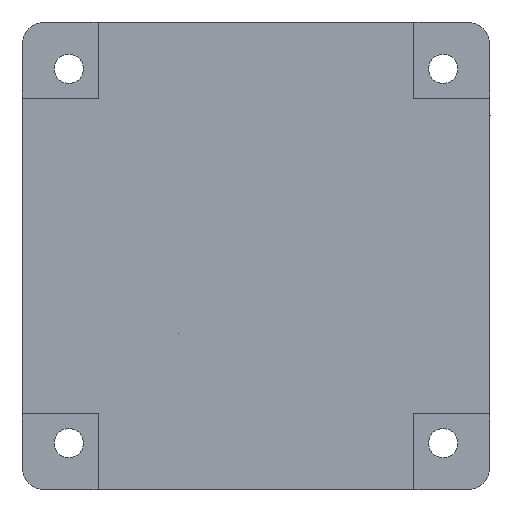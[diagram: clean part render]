
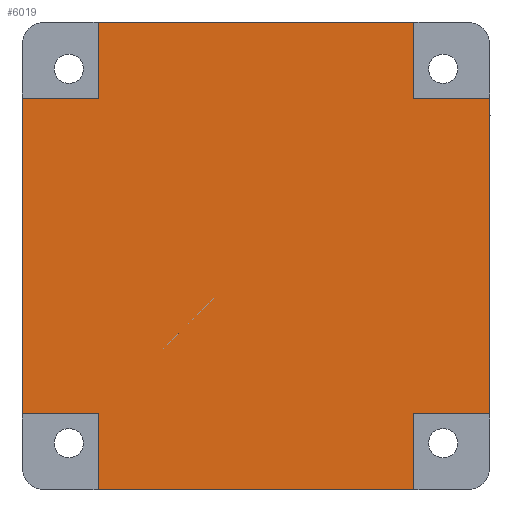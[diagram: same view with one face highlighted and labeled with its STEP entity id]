
A CAD part, front view. The second image highlights one B-rep face of the part: STEP entity #6019.
In plain terms, the highlighted planar face has unit normal (0, -1, 0).
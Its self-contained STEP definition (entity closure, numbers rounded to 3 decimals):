
#22 = ORIENTED_EDGE ( 'NONE', *, *, #1428, .F. ) ;
#36 = LINE ( 'NONE', #643, #5627 ) ;
#69 = PLANE ( 'NONE',  #6417 ) ;
#115 = DIRECTION ( 'NONE',  ( 1., 0., 0. ) ) ;
#136 = CARTESIAN_POINT ( 'NONE',  ( 0., 0., -13.5 ) ) ;
#161 = CARTESIAN_POINT ( 'NONE',  ( -20., 0., 20. ) ) ;
#185 = VECTOR ( 'NONE', #882, 1000. ) ;
#220 = ORIENTED_EDGE ( 'NONE', *, *, #7229, .F. ) ;
#241 = VERTEX_POINT ( 'NONE', #433 ) ;
#310 = CARTESIAN_POINT ( 'NONE',  ( -13.5, 0., 20. ) ) ;
#416 = VERTEX_POINT ( 'NONE', #5481 ) ;
#433 = CARTESIAN_POINT ( 'NONE',  ( 20., 0., 13.5 ) ) ;
#571 = EDGE_LOOP ( 'NONE', ( #6543, #6076, #5004, #2911, #1271, #5456, #3295, #1792, #2579, #22, #220, #5828 ) ) ;
#581 = LINE ( 'NONE', #3073, #4286 ) ;
#643 = CARTESIAN_POINT ( 'NONE',  ( -20., 0., -20. ) ) ;
#756 = VERTEX_POINT ( 'NONE', #310 ) ;
#852 = EDGE_CURVE ( 'NONE', #6226, #416, #581, .T. ) ;
#875 = LINE ( 'NONE', #136, #1723 ) ;
#882 = DIRECTION ( 'NONE',  ( 1., 0., 0. ) ) ;
#1260 = LINE ( 'NONE', #161, #3833 ) ;
#1271 = ORIENTED_EDGE ( 'NONE', *, *, #3144, .F. ) ;
#1283 = VERTEX_POINT ( 'NONE', #3149 ) ;
#1291 = FACE_OUTER_BOUND ( 'NONE', #571, .T. ) ;
#1428 = EDGE_CURVE ( 'NONE', #7724, #7693, #3320, .T. ) ;
#1578 = CARTESIAN_POINT ( 'NONE',  ( 13.5, 0., -13.5 ) ) ;
#1704 = VERTEX_POINT ( 'NONE', #8054 ) ;
#1723 = VECTOR ( 'NONE', #2675, 1000. ) ;
#1771 = DIRECTION ( 'NONE',  ( 0., 0., -1. ) ) ;
#1792 = ORIENTED_EDGE ( 'NONE', *, *, #7759, .F. ) ;
#1854 = LINE ( 'NONE', #3694, #2414 ) ;
#2068 = LINE ( 'NONE', #6472, #185 ) ;
#2077 = CARTESIAN_POINT ( 'NONE',  ( 0., 0., -13.5 ) ) ;
#2223 = CARTESIAN_POINT ( 'NONE',  ( -20., 0., 13.5 ) ) ;
#2233 = LINE ( 'NONE', #7927, #2643 ) ;
#2240 = DIRECTION ( 'NONE',  ( 1., 0., 0. ) ) ;
#2397 = EDGE_CURVE ( 'NONE', #4894, #1283, #4788, .T. ) ;
#2414 = VECTOR ( 'NONE', #5033, 1000. ) ;
#2484 = CARTESIAN_POINT ( 'NONE',  ( 0., 0., 0. ) ) ;
#2579 = ORIENTED_EDGE ( 'NONE', *, *, #6340, .T. ) ;
#2643 = VECTOR ( 'NONE', #6711, 1000. ) ;
#2651 = DIRECTION ( 'NONE',  ( -1., 0., 0. ) ) ;
#2675 = DIRECTION ( 'NONE',  ( 1., 0., 0. ) ) ;
#2814 = CARTESIAN_POINT ( 'NONE',  ( -13.5, 0., -13.5 ) ) ;
#2820 = CARTESIAN_POINT ( 'NONE',  ( 0., 0., 13.5 ) ) ;
#2871 = VECTOR ( 'NONE', #115, 1000. ) ;
#2911 = ORIENTED_EDGE ( 'NONE', *, *, #3302, .T. ) ;
#2981 = CARTESIAN_POINT ( 'NONE',  ( 13.5, 0., 13.5 ) ) ;
#3073 = CARTESIAN_POINT ( 'NONE',  ( -13.5, 0., 0. ) ) ;
#3143 = VECTOR ( 'NONE', #7265, 1000. ) ;
#3144 = EDGE_CURVE ( 'NONE', #241, #3509, #5094, .T. ) ;
#3149 = CARTESIAN_POINT ( 'NONE',  ( 13.5, 0., -20. ) ) ;
#3295 = ORIENTED_EDGE ( 'NONE', *, *, #7997, .F. ) ;
#3302 = EDGE_CURVE ( 'NONE', #4894, #3509, #5823, .T. ) ;
#3320 = LINE ( 'NONE', #2820, #4936 ) ;
#3509 = VERTEX_POINT ( 'NONE', #3693 ) ;
#3693 = CARTESIAN_POINT ( 'NONE',  ( 20., 0., -13.5 ) ) ;
#3694 = CARTESIAN_POINT ( 'NONE',  ( 13.5, 0., 0. ) ) ;
#3833 = VECTOR ( 'NONE', #5700, 1000. ) ;
#4181 = DIRECTION ( 'NONE',  ( 0., 0., -1. ) ) ;
#4286 = VECTOR ( 'NONE', #4181, 1000. ) ;
#4367 = DIRECTION ( 'NONE',  ( 0., -1., 0. ) ) ;
#4397 = EDGE_CURVE ( 'NONE', #6717, #241, #5137, .T. ) ;
#4788 = LINE ( 'NONE', #6177, #6903 ) ;
#4894 = VERTEX_POINT ( 'NONE', #1578 ) ;
#4936 = VECTOR ( 'NONE', #2240, 1000. ) ;
#5004 = ORIENTED_EDGE ( 'NONE', *, *, #2397, .F. ) ;
#5033 = DIRECTION ( 'NONE',  ( 0., 0., -1. ) ) ;
#5094 = LINE ( 'NONE', #6400, #6916 ) ;
#5137 = LINE ( 'NONE', #7055, #2871 ) ;
#5456 = ORIENTED_EDGE ( 'NONE', *, *, #4397, .F. ) ;
#5481 = CARTESIAN_POINT ( 'NONE',  ( -13.5, 0., -20. ) ) ;
#5627 = VECTOR ( 'NONE', #2651, 1000. ) ;
#5700 = DIRECTION ( 'NONE',  ( 0., 0., 1. ) ) ;
#5823 = LINE ( 'NONE', #2077, #3143 ) ;
#5828 = ORIENTED_EDGE ( 'NONE', *, *, #6474, .T. ) ;
#6019 = ADVANCED_FACE ( 'NONE', ( #1291 ), #69, .T. ) ;
#6076 = ORIENTED_EDGE ( 'NONE', *, *, #6079, .F. ) ;
#6079 = EDGE_CURVE ( 'NONE', #1283, #416, #36, .T. ) ;
#6177 = CARTESIAN_POINT ( 'NONE',  ( 13.5, 0., 0. ) ) ;
#6226 = VERTEX_POINT ( 'NONE', #2814 ) ;
#6273 = DIRECTION ( 'NONE',  ( 0., 0., -1. ) ) ;
#6308 = CARTESIAN_POINT ( 'NONE',  ( 13.5, 0., 20. ) ) ;
#6340 = EDGE_CURVE ( 'NONE', #756, #7693, #2233, .T. ) ;
#6400 = CARTESIAN_POINT ( 'NONE',  ( 20., 0., 20. ) ) ;
#6417 = AXIS2_PLACEMENT_3D ( 'NONE', #2484, #4367, #6273 ) ;
#6472 = CARTESIAN_POINT ( 'NONE',  ( -20., 0., 20. ) ) ;
#6474 = EDGE_CURVE ( 'NONE', #1704, #6226, #875, .T. ) ;
#6543 = ORIENTED_EDGE ( 'NONE', *, *, #852, .T. ) ;
#6711 = DIRECTION ( 'NONE',  ( 0., 0., -1. ) ) ;
#6717 = VERTEX_POINT ( 'NONE', #2981 ) ;
#6842 = DIRECTION ( 'NONE',  ( 0., 0., -1. ) ) ;
#6903 = VECTOR ( 'NONE', #1771, 1000. ) ;
#6916 = VECTOR ( 'NONE', #6842, 1000. ) ;
#7055 = CARTESIAN_POINT ( 'NONE',  ( 0., 0., 13.5 ) ) ;
#7229 = EDGE_CURVE ( 'NONE', #1704, #7724, #1260, .T. ) ;
#7265 = DIRECTION ( 'NONE',  ( 1., 0., 0. ) ) ;
#7645 = VERTEX_POINT ( 'NONE', #6308 ) ;
#7684 = CARTESIAN_POINT ( 'NONE',  ( -13.5, 0., 13.5 ) ) ;
#7693 = VERTEX_POINT ( 'NONE', #7684 ) ;
#7724 = VERTEX_POINT ( 'NONE', #2223 ) ;
#7759 = EDGE_CURVE ( 'NONE', #756, #7645, #2068, .T. ) ;
#7927 = CARTESIAN_POINT ( 'NONE',  ( -13.5, 0., 0. ) ) ;
#7997 = EDGE_CURVE ( 'NONE', #7645, #6717, #1854, .T. ) ;
#8054 = CARTESIAN_POINT ( 'NONE',  ( -20., 0., -13.5 ) ) ;
